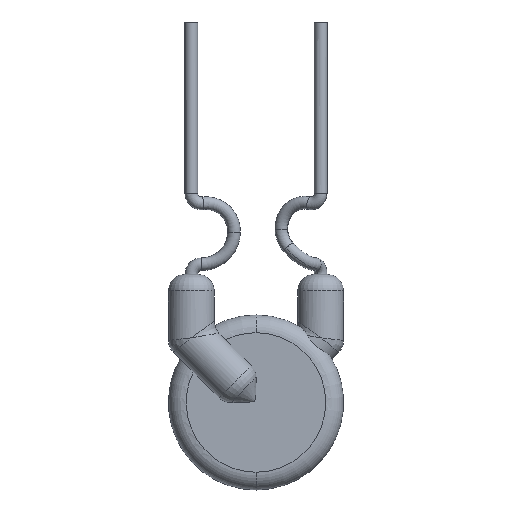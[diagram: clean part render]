
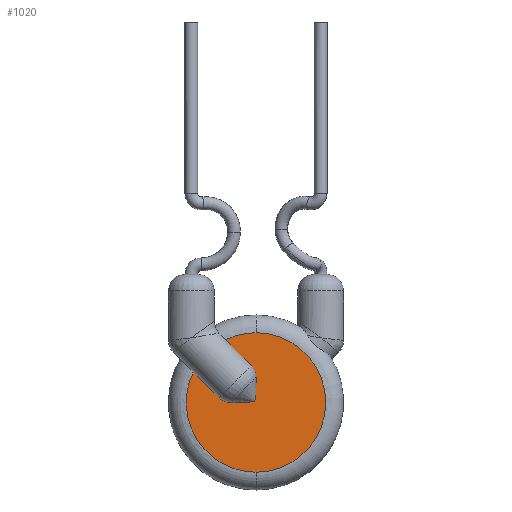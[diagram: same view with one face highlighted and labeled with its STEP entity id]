
A CAD part, front view. The second image highlights one B-rep face of the part: STEP entity #1020.
In plain terms, the highlighted planar face has unit normal (0, -1, 0).
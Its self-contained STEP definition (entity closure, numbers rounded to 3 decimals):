
#24 = CARTESIAN_POINT ( 'NONE',  ( 0.002, -0.7, 0.991 ) ) ;
#37 = CARTESIAN_POINT ( 'NONE',  ( 0.003, -0.7, 1.163 ) ) ;
#62 = CARTESIAN_POINT ( 'NONE',  ( 0., -0.7, 0. ) ) ;
#142 = CARTESIAN_POINT ( 'NONE',  ( -0.991, -0.7, -0.002 ) ) ;
#171 = CARTESIAN_POINT ( 'NONE',  ( 0., -0.7, 2.75 ) ) ;
#200 = LINE ( 'NONE', #678, #1798 ) ;
#280 = ORIENTED_EDGE ( 'NONE', *, *, #2816, .T. ) ;
#293 = EDGE_CURVE ( 'NONE', #2878, #1733, #200, .T. ) ;
#297 = DIRECTION ( 'NONE',  ( 0., 0., 1. ) ) ;
#323 = DIRECTION ( 'NONE',  ( 0., 0., 1. ) ) ;
#404 = VERTEX_POINT ( 'NONE', #171 ) ;
#447 = EDGE_LOOP ( 'NONE', ( #1768, #1408, #2502, #280, #2670, #863, #2176, #773 ) ) ;
#470 = AXIS2_PLACEMENT_3D ( 'NONE', #62, #1618, #297 ) ;
#490 = EDGE_CURVE ( 'NONE', #404, #1274, #2856, .T. ) ;
#491 = CARTESIAN_POINT ( 'NONE',  ( -0.187, -0.7, 1.452 ) ) ;
#525 = DIRECTION ( 'NONE',  ( 0., 1., 0. ) ) ;
#543 = CARTESIAN_POINT ( 'NONE',  ( 0., -0.7, 0. ) ) ;
#558 = CARTESIAN_POINT ( 'NONE',  ( -0.365, -0.7, 0.005 ) ) ;
#671 = CARTESIAN_POINT ( 'NONE',  ( -2.471, -0.7, 1.206 ) ) ;
#678 = CARTESIAN_POINT ( 'NONE',  ( -3.543, -0.7, 2.278 ) ) ;
#746 = CARTESIAN_POINT ( 'NONE',  ( -0.035, -0.7, 0.093 ) ) ;
#765 = CARTESIAN_POINT ( 'NONE',  ( 0., -0.7, 0. ) ) ;
#773 = ORIENTED_EDGE ( 'NONE', *, *, #490, .T. ) ;
#809 = B_SPLINE_CURVE_WITH_KNOTS ( 'NONE', 3,
 ( #24, #2570, #2838, #2843, #1737, #1745, #2054, #1830, #746, #2362, #1984, #2150, #2845, #558, #1662, #1783, #998, #142 ),
 .UNSPECIFIED., .F., .F.,
 ( 4, 2, 2, 2, 2, 2, 2, 2, 4 ),
 ( -0.001, -0.001, 0., 0., 0., 0., 0., 0., 0.001 ),
 .UNSPECIFIED. ) ;
#863 = ORIENTED_EDGE ( 'NONE', *, *, #1496, .T. ) ;
#868 = CARTESIAN_POINT ( 'NONE',  ( -0.991, -0.7, -0.002 ) ) ;
#882 = EDGE_CURVE ( 'NONE', #1855, #2477, #1961, .T. ) ;
#980 = CIRCLE ( 'NONE', #470, 2.75 ) ;
#986 = PLANE ( 'NONE',  #1234 ) ;
#998 = CARTESIAN_POINT ( 'NONE',  ( -0.835, -0.7, -0.001 ) ) ;
#1020 = ADVANCED_FACE ( 'NONE', ( #1245 ), #986, .F. ) ;
#1090 = EDGE_CURVE ( 'NONE', #2042, #404, #2824, .T. ) ;
#1117 = DIRECTION ( 'NONE',  ( -0.707, 0., 0.707 ) ) ;
#1144 = AXIS2_PLACEMENT_3D ( 'NONE', #543, #1641, #323 ) ;
#1167 = LINE ( 'NONE', #2672, #2801 ) ;
#1189 = CARTESIAN_POINT ( 'NONE',  ( 0., -0.7, -2.75 ) ) ;
#1219 = DIRECTION ( 'NONE',  ( 0., 0., 1. ) ) ;
#1234 = AXIS2_PLACEMENT_3D ( 'NONE', #765, #525, #1219 ) ;
#1235 = CARTESIAN_POINT ( 'NONE',  ( -0.991, -0.7, -0.002 ) ) ;
#1245 = FACE_OUTER_BOUND ( 'NONE', #447, .T. ) ;
#1252 = CARTESIAN_POINT ( 'NONE',  ( 0., -0.7, 0. ) ) ;
#1274 = VERTEX_POINT ( 'NONE', #2882 ) ;
#1298 = EDGE_CURVE ( 'NONE', #1855, #1274, #1167, .T. ) ;
#1324 = B_SPLINE_CURVE_WITH_KNOTS ( 'NONE', 3,
 ( #868, #2193, #2857, #1519 ),
 .UNSPECIFIED., .F., .F.,
 ( 4, 4 ),
 ( 0., 0.001 ),
 .UNSPECIFIED. ) ;
#1375 = CARTESIAN_POINT ( 'NONE',  ( -1.452, -0.7, 0.187 ) ) ;
#1408 = ORIENTED_EDGE ( 'NONE', *, *, #882, .T. ) ;
#1463 = DIRECTION ( 'NONE',  ( 0., 0., 1. ) ) ;
#1496 = EDGE_CURVE ( 'NONE', #2878, #2042, #980, .T. ) ;
#1519 = CARTESIAN_POINT ( 'NONE',  ( -1.452, -0.7, 0.187 ) ) ;
#1586 = CARTESIAN_POINT ( 'NONE',  ( -0.066, -0.7, 1.331 ) ) ;
#1618 = DIRECTION ( 'NONE',  ( 0., -1., 0. ) ) ;
#1641 = DIRECTION ( 'NONE',  ( 0., -1., 0. ) ) ;
#1662 = CARTESIAN_POINT ( 'NONE',  ( -0.443, -0.7, 0.004 ) ) ;
#1680 = CARTESIAN_POINT ( 'NONE',  ( 0.002, -0.7, 0.991 ) ) ;
#1733 = VERTEX_POINT ( 'NONE', #1375 ) ;
#1737 = CARTESIAN_POINT ( 'NONE',  ( -0.005, -0.7, 0.367 ) ) ;
#1745 = CARTESIAN_POINT ( 'NONE',  ( -0.012, -0.7, 0.251 ) ) ;
#1768 = ORIENTED_EDGE ( 'NONE', *, *, #1298, .F. ) ;
#1783 = CARTESIAN_POINT ( 'NONE',  ( -0.678, -0.7, 0. ) ) ;
#1798 = VECTOR ( 'NONE', #1845, 1000. ) ;
#1830 = CARTESIAN_POINT ( 'NONE',  ( -0.027, -0.7, 0.134 ) ) ;
#1845 = DIRECTION ( 'NONE',  ( 0.707, 0., -0.707 ) ) ;
#1855 = VERTEX_POINT ( 'NONE', #2417 ) ;
#1961 = B_SPLINE_CURVE_WITH_KNOTS ( 'NONE', 3,
 ( #491, #1586, #37, #2043 ),
 .UNSPECIFIED., .F., .F.,
 ( 4, 4 ),
 ( 0., 0.001 ),
 .UNSPECIFIED. ) ;
#1984 = CARTESIAN_POINT ( 'NONE',  ( -0.131, -0.7, 0.027 ) ) ;
#2042 = VERTEX_POINT ( 'NONE', #1189 ) ;
#2043 = CARTESIAN_POINT ( 'NONE',  ( 0.002, -0.7, 0.991 ) ) ;
#2054 = CARTESIAN_POINT ( 'NONE',  ( -0.015, -0.7, 0.211 ) ) ;
#2087 = EDGE_CURVE ( 'NONE', #2477, #2665, #809, .T. ) ;
#2150 = CARTESIAN_POINT ( 'NONE',  ( -0.208, -0.7, 0.015 ) ) ;
#2176 = ORIENTED_EDGE ( 'NONE', *, *, #1090, .T. ) ;
#2193 = CARTESIAN_POINT ( 'NONE',  ( -1.163, -0.7, -0.003 ) ) ;
#2362 = CARTESIAN_POINT ( 'NONE',  ( -0.089, -0.7, 0.037 ) ) ;
#2417 = CARTESIAN_POINT ( 'NONE',  ( -0.187, -0.7, 1.452 ) ) ;
#2477 = VERTEX_POINT ( 'NONE', #1680 ) ;
#2502 = ORIENTED_EDGE ( 'NONE', *, *, #2087, .T. ) ;
#2570 = CARTESIAN_POINT ( 'NONE',  ( 0.001, -0.7, 0.835 ) ) ;
#2665 = VERTEX_POINT ( 'NONE', #1235 ) ;
#2670 = ORIENTED_EDGE ( 'NONE', *, *, #293, .F. ) ;
#2672 = CARTESIAN_POINT ( 'NONE',  ( -2.278, -0.7, 3.543 ) ) ;
#2801 = VECTOR ( 'NONE', #1117, 1000. ) ;
#2804 = DIRECTION ( 'NONE',  ( 0., -1., 0. ) ) ;
#2816 = EDGE_CURVE ( 'NONE', #2665, #1733, #1324, .T. ) ;
#2824 = CIRCLE ( 'NONE', #2868, 2.75 ) ;
#2838 = CARTESIAN_POINT ( 'NONE',  ( 0., -0.7, 0.679 ) ) ;
#2843 = CARTESIAN_POINT ( 'NONE',  ( -0.004, -0.7, 0.445 ) ) ;
#2845 = CARTESIAN_POINT ( 'NONE',  ( -0.248, -0.7, 0.012 ) ) ;
#2856 = CIRCLE ( 'NONE', #1144, 2.75 ) ;
#2857 = CARTESIAN_POINT ( 'NONE',  ( -1.331, -0.7, 0.066 ) ) ;
#2868 = AXIS2_PLACEMENT_3D ( 'NONE', #1252, #2804, #1463 ) ;
#2878 = VERTEX_POINT ( 'NONE', #671 ) ;
#2882 = CARTESIAN_POINT ( 'NONE',  ( -1.206, -0.7, 2.471 ) ) ;
